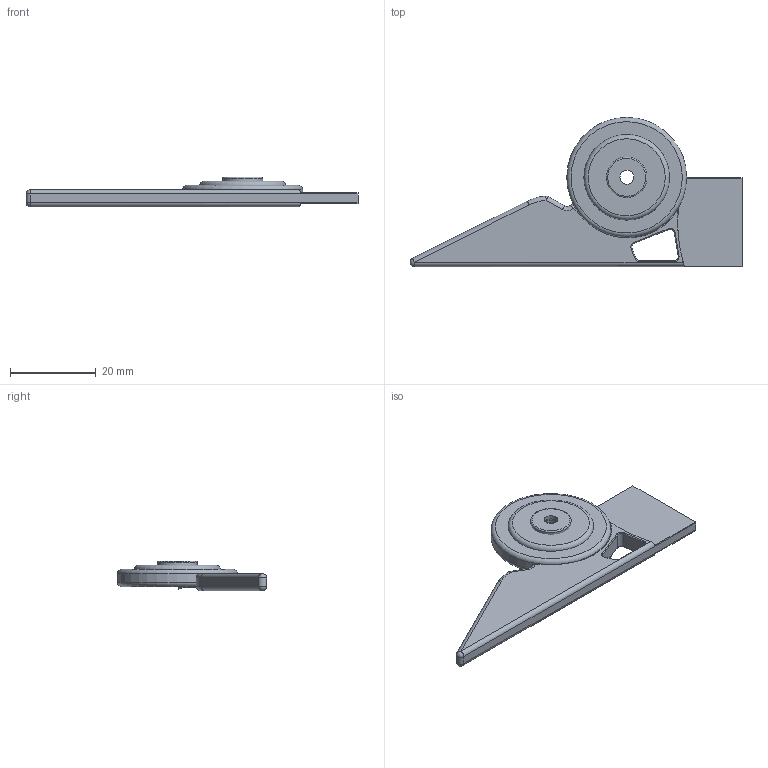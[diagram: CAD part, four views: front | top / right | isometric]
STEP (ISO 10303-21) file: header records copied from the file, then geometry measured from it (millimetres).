
FILE_DESCRIPTION(('HOOPS Exchange Step'),'2;1');
FILE_NAME('temp_export','2023-07-07T00:40:05-05:00',('mobile'),('Shapr3D Limited'),'HOOPS Exchange 2022.2','Shapr3D','Authorized');
FILE_SCHEMA( ('AUTOMOTIVE_DESIGN { 1 0 10303 214 1 1 1 1 }') );
Length unit declared in the file: millimetre
Products named in the file (9): Imported; hour hand v3 branch only.step; Hour Hand 1st Cut (1); Sundial thing; hour hand v3 dial only.step; minute hand branch.step (1); minute hand branch.step; root
Assembly tree (8 placements, depth 4):
  root
    Imported
    Imported
    hour hand v3 branch only.step
    hour hand v3 dial only.step
      Sundial thing
        Hour Hand 1st Cut (1)
    minute hand branch.step (1)
    minute hand branch.step
Bounding box: 77.56 x 34.85 x 6.92 mm (x, y, z)
Volume: 6114.2 mm3; surface area: 4913.9 mm2
Topology: 4 solids, 4 shells, 87 faces, 207 edges, 122 vertices
Faces by surface type: cylinder 40, torus 22, plane 19, sphere 6
Full cylindrical faces by diameter (mm): 3.25 x3, 9.45 x1, 20 x1, 28 x1
Entity records: 2763 total; most frequent: CARTESIAN_POINT 518, DIRECTION 509, ORIENTED_EDGE 402, AXIS2_PLACEMENT_3D 222, EDGE_CURVE 201, CIRCLE 126, VERTEX_POINT 122, EDGE_LOOP 95
